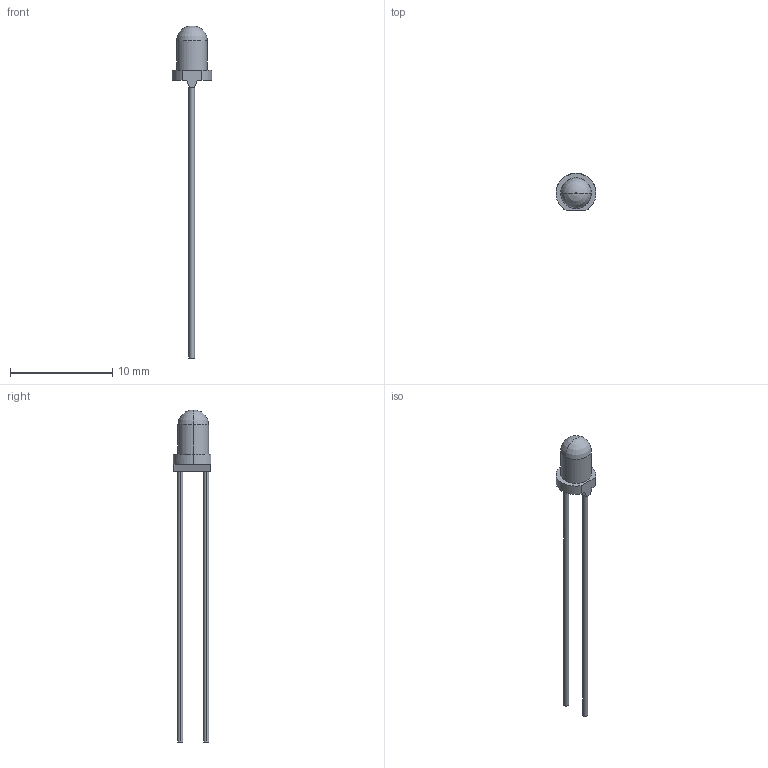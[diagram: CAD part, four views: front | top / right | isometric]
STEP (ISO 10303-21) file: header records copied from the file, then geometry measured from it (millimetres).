
FILE_DESCRIPTION(('CATIA V5 STEP Exchange'),'2;1');
FILE_NAME('3mm Green LED.stp','2013-12-05T16:52:36+00:00',('none'),('none'),'CATIA Version 5 Release 19 SP 2 (IN-10)','CATIA V5 STEP AP203','none');
FILE_SCHEMA(('CONFIG_CONTROL_DESIGN'));
Length unit declared in the file: millimetre
Products named in the file (1): 3mm Green LED
Bounding box: 3.9 x 3.65 x 32.4 mm (x, y, z)
Volume: 51 mm3; surface area: 156.7 mm2
Topology: 1 solids, 1 shells, 23 faces, 52 edges, 32 vertices
Faces by surface type: plane 12, cylinder 9, revolution 2
Entity records: 637 total; most frequent: CARTESIAN_POINT 121, ORIENTED_EDGE 104, DIRECTION 76, EDGE_CURVE 52, AXIS2_PLACEMENT_3D 39, VERTEX_POINT 32, CIRCLE 26, VECTOR 24
